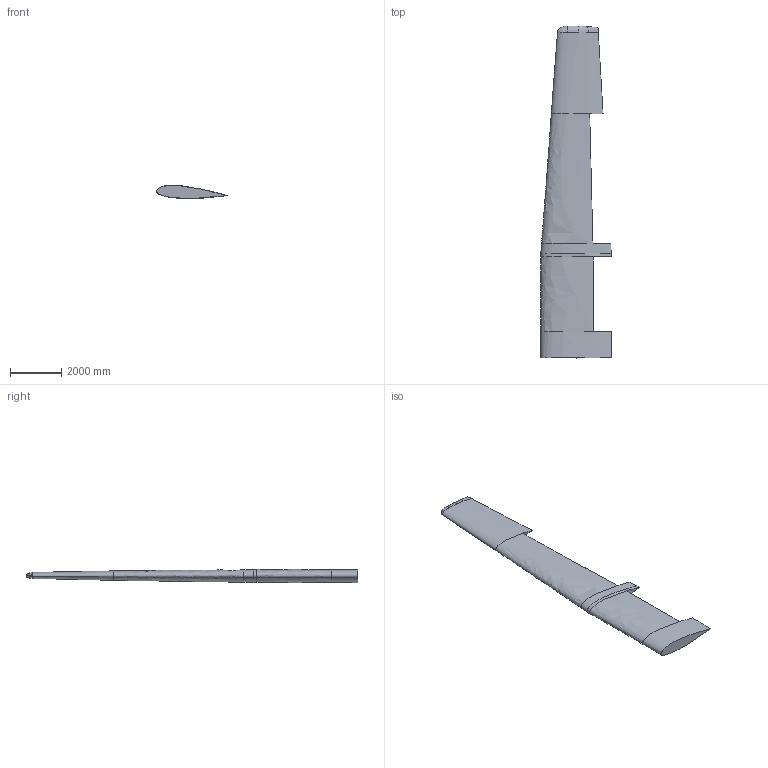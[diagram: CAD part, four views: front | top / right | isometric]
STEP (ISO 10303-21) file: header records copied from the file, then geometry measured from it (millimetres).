
FILE_DESCRIPTION(('Open CASCADE Model'),'2;1');
FILE_NAME('Open CASCADE Shape Model','2019-03-20T18:00:30',('Author'),( 'Open CASCADE'),'Open CASCADE STEP processor 7.3','Open CASCADE 7.3' ,'Unknown');
FILE_SCHEMA(('AUTOMOTIVE_DESIGN { 1 0 10303 214 1 1 1 1 }'));
Length unit declared in the file: millimetre
Products named in the file (1): Open CASCADE STEP translator 7.3 1
Bounding box: 2748.49 x 12957.88 x 514.39 mm (x, y, z)
Volume: 6758915171.9 mm3; surface area: 55254458.5 mm2
Topology: 1 solids, 1 shells, 36 faces, 78 edges, 44 vertices
Faces by surface type: bspline 23, plane 13
Entity records: 4188 total; most frequent: CARTESIAN_POINT 2900, ORIENTED_EDGE 156, PCURVE 156, DEFINITIONAL_REPRESENTATION 156, B_SPLINE_CURVE_WITH_KNOTS 133, DIRECTION 125, LINE 97, VECTOR 97
